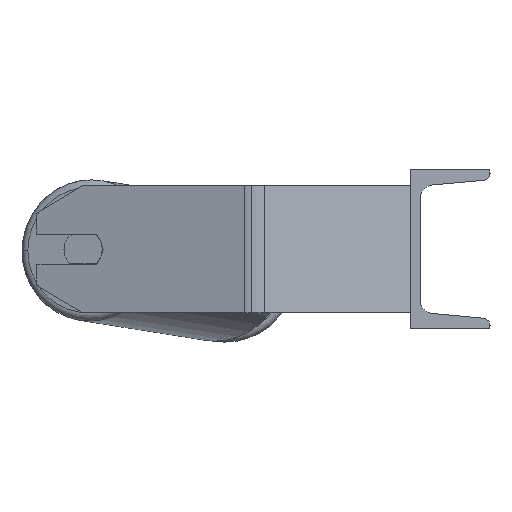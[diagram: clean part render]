
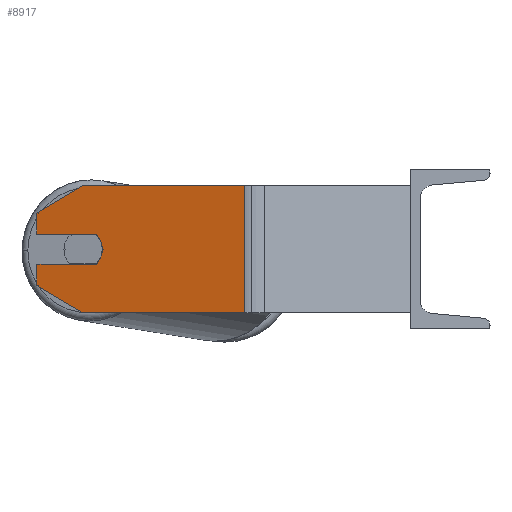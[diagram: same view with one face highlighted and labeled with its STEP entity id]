
A CAD part, left-side view. The second image highlights one B-rep face of the part: STEP entity #8917.
In plain terms, the highlighted planar face has unit normal (-0.966, 0.259, 0).
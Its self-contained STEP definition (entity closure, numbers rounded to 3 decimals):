
#21 = LINE ( 'NONE', #6284, #921 ) ;
#188 = CARTESIAN_POINT ( 'NONE',  ( -514.672, 198.439, 9.5 ) ) ;
#295 = LINE ( 'NONE', #4373, #3765 ) ;
#323 = VERTEX_POINT ( 'NONE', #4489 ) ;
#499 = VECTOR ( 'NONE', #5512, 1000. ) ;
#510 = EDGE_CURVE ( 'NONE', #1716, #323, #2396, .T. ) ;
#532 = CARTESIAN_POINT ( 'NONE',  ( -512.569, 206.286, 0. ) ) ;
#633 = CARTESIAN_POINT ( 'NONE',  ( -512.569, 206.286, 0. ) ) ;
#771 = ORIENTED_EDGE ( 'NONE', *, *, #5335, .F. ) ;
#838 = CARTESIAN_POINT ( 'NONE',  ( -504.805, 235.264, 22.679 ) ) ;
#880 = AXIS2_PLACEMENT_3D ( 'NONE', #532, #1991, #4010 ) ;
#921 = VECTOR ( 'NONE', #2128, 1000. ) ;
#1058 = LINE ( 'NONE', #7304, #4536 ) ;
#1095 = ORIENTED_EDGE ( 'NONE', *, *, #2153, .F. ) ;
#1382 = CARTESIAN_POINT ( 'NONE',  ( -504.805, 235.264, 9.5 ) ) ;
#1550 = VERTEX_POINT ( 'NONE', #6677 ) ;
#1609 = VERTEX_POINT ( 'NONE', #6987 ) ;
#1622 = CARTESIAN_POINT ( 'NONE',  ( -514.672, 198.439, -9.5 ) ) ;
#1626 = VERTEX_POINT ( 'NONE', #2102 ) ;
#1716 = VERTEX_POINT ( 'NONE', #1622 ) ;
#1797 = EDGE_CURVE ( 'NONE', #1626, #7456, #21, .T. ) ;
#1807 = EDGE_CURVE ( 'NONE', #2545, #1550, #4190, .T. ) ;
#1868 = PLANE ( 'NONE',  #5586 ) ;
#1983 = ORIENTED_EDGE ( 'NONE', *, *, #6141, .F. ) ;
#1991 = DIRECTION ( 'NONE',  ( -0.966, 0.259, 0. ) ) ;
#2102 = CARTESIAN_POINT ( 'NONE',  ( -504.805, 235.264, -22.679 ) ) ;
#2128 = DIRECTION ( 'NONE',  ( -0.224, -0.837, -0.5 ) ) ;
#2153 = EDGE_CURVE ( 'NONE', #5141, #1716, #9061, .T. ) ;
#2205 = ORIENTED_EDGE ( 'NONE', *, *, #1807, .T. ) ;
#2246 = CARTESIAN_POINT ( 'NONE',  ( -539.868, 104.406, 40. ) ) ;
#2314 = EDGE_CURVE ( 'NONE', #1609, #2545, #4276, .T. ) ;
#2396 = CIRCLE ( 'NONE', #880, 12.5 ) ;
#2545 = VERTEX_POINT ( 'NONE', #7469 ) ;
#2612 = DIRECTION ( 'NONE',  ( 0.966, -0.259, 0. ) ) ;
#2793 = ORIENTED_EDGE ( 'NONE', *, *, #1797, .T. ) ;
#2857 = DIRECTION ( 'NONE',  ( 0., 0., -1. ) ) ;
#2895 = ORIENTED_EDGE ( 'NONE', *, *, #510, .F. ) ;
#2911 = ORIENTED_EDGE ( 'NONE', *, *, #6334, .F. ) ;
#3071 = ORIENTED_EDGE ( 'NONE', *, *, #2314, .T. ) ;
#3410 = LINE ( 'NONE', #8933, #499 ) ;
#3422 = CARTESIAN_POINT ( 'NONE',  ( -539.868, 104.406, -40. ) ) ;
#3603 = VERTEX_POINT ( 'NONE', #188 ) ;
#3692 = CARTESIAN_POINT ( 'NONE',  ( -504.805, 235.264, -9.5 ) ) ;
#3735 = EDGE_CURVE ( 'NONE', #1609, #8650, #3410, .T. ) ;
#3765 = VECTOR ( 'NONE', #7152, 1000. ) ;
#4010 = DIRECTION ( 'NONE',  ( -0.259, -0.966, 0. ) ) ;
#4035 = VECTOR ( 'NONE', #8129, 1000. ) ;
#4045 = EDGE_CURVE ( 'NONE', #7456, #9048, #295, .T. ) ;
#4190 = LINE ( 'NONE', #7154, #6514 ) ;
#4276 = LINE ( 'NONE', #838, #5778 ) ;
#4373 = CARTESIAN_POINT ( 'NONE',  ( -504.805, 235.264, -40. ) ) ;
#4489 = CARTESIAN_POINT ( 'NONE',  ( -515.805, 194.212, 0. ) ) ;
#4536 = VECTOR ( 'NONE', #8051, 1000. ) ;
#4553 = EDGE_CURVE ( 'NONE', #5141, #1626, #9096, .T. ) ;
#4776 = ORIENTED_EDGE ( 'NONE', *, *, #3735, .F. ) ;
#4836 = AXIS2_PLACEMENT_3D ( 'NONE', #633, #4934, #6984 ) ;
#4934 = DIRECTION ( 'NONE',  ( -0.966, 0.259, 0. ) ) ;
#4987 = CARTESIAN_POINT ( 'NONE',  ( -504.805, 235.264, 40. ) ) ;
#5141 = VERTEX_POINT ( 'NONE', #3692 ) ;
#5322 = CARTESIAN_POINT ( 'NONE',  ( -514.672, 198.439, -9.5 ) ) ;
#5335 = EDGE_CURVE ( 'NONE', #3603, #1550, #7529, .T. ) ;
#5437 = FACE_OUTER_BOUND ( 'NONE', #8572, .T. ) ;
#5512 = DIRECTION ( 'NONE',  ( -0.259, -0.966, 0. ) ) ;
#5523 = CARTESIAN_POINT ( 'NONE',  ( -504.805, 235.264, 40. ) ) ;
#5586 = AXIS2_PLACEMENT_3D ( 'NONE', #5523, #2612, #6758 ) ;
#5778 = VECTOR ( 'NONE', #6458, 1000. ) ;
#6141 = EDGE_CURVE ( 'NONE', #323, #3603, #8798, .T. ) ;
#6284 = CARTESIAN_POINT ( 'NONE',  ( -512.569, 206.286, -40. ) ) ;
#6334 = EDGE_CURVE ( 'NONE', #8650, #9048, #1058, .T. ) ;
#6458 = DIRECTION ( 'NONE',  ( 0.224, 0.837, -0.5 ) ) ;
#6514 = VECTOR ( 'NONE', #2857, 1000. ) ;
#6677 = CARTESIAN_POINT ( 'NONE',  ( -504.805, 235.264, 9.5 ) ) ;
#6758 = DIRECTION ( 'NONE',  ( 0.259, 0.966, 0. ) ) ;
#6847 = VECTOR ( 'NONE', #8366, 1000. ) ;
#6984 = DIRECTION ( 'NONE',  ( -0.259, -0.966, 0. ) ) ;
#6987 = CARTESIAN_POINT ( 'NONE',  ( -512.569, 206.286, 40. ) ) ;
#7131 = VECTOR ( 'NONE', #8386, 1000. ) ;
#7152 = DIRECTION ( 'NONE',  ( -0.259, -0.966, 0. ) ) ;
#7154 = CARTESIAN_POINT ( 'NONE',  ( -504.805, 235.264, 40. ) ) ;
#7304 = CARTESIAN_POINT ( 'NONE',  ( -539.868, 104.406, 40. ) ) ;
#7456 = VERTEX_POINT ( 'NONE', #7607 ) ;
#7469 = CARTESIAN_POINT ( 'NONE',  ( -504.805, 235.264, 22.679 ) ) ;
#7529 = LINE ( 'NONE', #1382, #6847 ) ;
#7607 = CARTESIAN_POINT ( 'NONE',  ( -512.569, 206.286, -40. ) ) ;
#8051 = DIRECTION ( 'NONE',  ( 0., 0., -1. ) ) ;
#8129 = DIRECTION ( 'NONE',  ( -0.259, -0.966, 0. ) ) ;
#8366 = DIRECTION ( 'NONE',  ( 0.259, 0.966, 0. ) ) ;
#8386 = DIRECTION ( 'NONE',  ( 0., 0., -1. ) ) ;
#8572 = EDGE_LOOP ( 'NONE', ( #8642, #2793, #8836, #2911, #4776, #3071, #2205, #771, #1983, #2895, #1095 ) ) ;
#8642 = ORIENTED_EDGE ( 'NONE', *, *, #4553, .T. ) ;
#8650 = VERTEX_POINT ( 'NONE', #2246 ) ;
#8798 = CIRCLE ( 'NONE', #4836, 12.5 ) ;
#8836 = ORIENTED_EDGE ( 'NONE', *, *, #4045, .T. ) ;
#8917 = ADVANCED_FACE ( 'NONE', ( #5437 ), #1868, .F. ) ;
#8933 = CARTESIAN_POINT ( 'NONE',  ( -504.805, 235.264, 40. ) ) ;
#9048 = VERTEX_POINT ( 'NONE', #3422 ) ;
#9061 = LINE ( 'NONE', #5322, #4035 ) ;
#9096 = LINE ( 'NONE', #4987, #7131 ) ;
